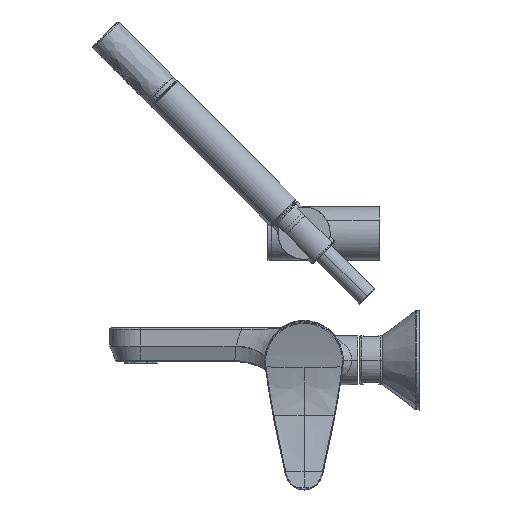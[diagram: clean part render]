
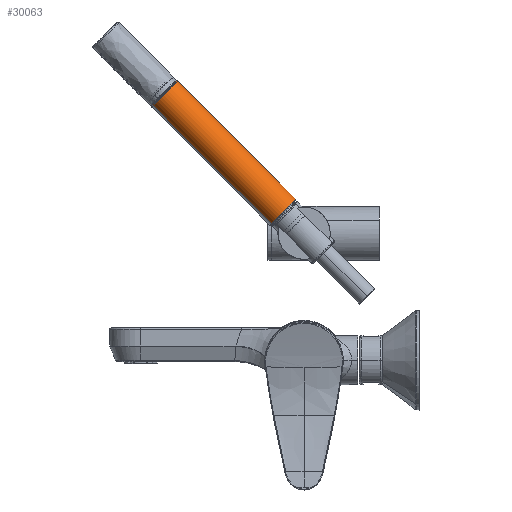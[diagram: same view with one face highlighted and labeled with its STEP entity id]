
A CAD part, left-side view. The second image highlights one B-rep face of the part: STEP entity #30063.
In plain terms, the highlighted free-form (B-spline) face has degree [5, 1] with [15, 2] control points.
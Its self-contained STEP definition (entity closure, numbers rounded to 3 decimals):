
#29977=CARTESIAN_POINT('Control Point',(-244.27,21.37,88.83)) ;
#29978=CARTESIAN_POINT('Control Point',(-244.27,98.798,166.258)) ;
#29979=CARTESIAN_POINT('Control Point',(-245.959,20.778,89.423)) ;
#29980=CARTESIAN_POINT('Control Point',(-245.959,98.206,166.851)) ;
#29981=CARTESIAN_POINT('Control Point',(-247.483,19.951,90.249)) ;
#29982=CARTESIAN_POINT('Control Point',(-247.483,97.379,167.678)) ;
#29983=CARTESIAN_POINT('Control Point',(-248.755,18.92,91.28)) ;
#29984=CARTESIAN_POINT('Control Point',(-248.755,96.348,168.709)) ;
#29985=CARTESIAN_POINT('Control Point',(-250.66,16.561,93.64)) ;
#29986=CARTESIAN_POINT('Control Point',(-250.66,93.989,171.068)) ;
#29987=CARTESIAN_POINT('Control Point',(-251.162,13.867,96.333)) ;
#29988=CARTESIAN_POINT('Control Point',(-251.162,91.295,173.761)) ;
#29989=CARTESIAN_POINT('Control Point',(-251.03,12.502,97.698)) ;
#29990=CARTESIAN_POINT('Control Point',(-251.03,89.93,175.127)) ;
#29991=CARTESIAN_POINT('Control Point',(-250.018,9.881,100.319)) ;
#29992=CARTESIAN_POINT('Control Point',(-250.018,87.31,177.747)) ;
#29993=CARTESIAN_POINT('Control Point',(-247.679,7.726,102.474)) ;
#29994=CARTESIAN_POINT('Control Point',(-247.679,85.154,179.902)) ;
#29995=CARTESIAN_POINT('Control Point',(-246.221,6.826,103.374)) ;
#29996=CARTESIAN_POINT('Control Point',(-246.221,84.254,180.802)) ;
#29997=CARTESIAN_POINT('Control Point',(-242.885,5.479,104.721)) ;
#29998=CARTESIAN_POINT('Control Point',(-242.885,82.908,182.149)) ;
#29999=CARTESIAN_POINT('Control Point',(-239.076,5.125,105.076)) ;
#30000=CARTESIAN_POINT('Control Point',(-239.076,82.553,182.504)) ;
#30001=CARTESIAN_POINT('Control Point',(-237.145,5.217,104.983)) ;
#30002=CARTESIAN_POINT('Control Point',(-237.145,82.646,182.411)) ;
#30003=CARTESIAN_POINT('Control Point',(-235.292,5.575,104.625)) ;
#30004=CARTESIAN_POINT('Control Point',(-235.292,83.004,182.053)) ;
#30005=CARTESIAN_POINT('Control Point',(-233.603,6.168,104.032)) ;
#30006=CARTESIAN_POINT('Control Point',(-233.603,83.596,181.461)) ;
#30008=CARTESIAN_POINT('Control Point',(-233.603,6.168,104.032)) ;
#30009=CARTESIAN_POINT('Control Point',(-233.603,83.596,181.461)) ;
#30010=CARTESIAN_POINT('Vertex',(-233.603,83.596,181.461)) ;
#30012=CARTESIAN_POINT('Vertex',(-233.603,6.168,104.032)) ;
#30016=CARTESIAN_POINT('Control Point',(-244.27,98.798,166.258)) ;
#30017=CARTESIAN_POINT('Control Point',(-245.959,98.206,166.851)) ;
#30018=CARTESIAN_POINT('Control Point',(-247.483,97.379,167.678)) ;
#30019=CARTESIAN_POINT('Control Point',(-248.755,96.348,168.709)) ;
#30020=CARTESIAN_POINT('Control Point',(-250.66,93.989,171.068)) ;
#30021=CARTESIAN_POINT('Control Point',(-251.162,91.295,173.761)) ;
#30022=CARTESIAN_POINT('Control Point',(-251.03,89.93,175.127)) ;
#30023=CARTESIAN_POINT('Control Point',(-250.018,87.31,177.747)) ;
#30024=CARTESIAN_POINT('Control Point',(-247.679,85.154,179.902)) ;
#30025=CARTESIAN_POINT('Control Point',(-246.221,84.254,180.802)) ;
#30026=CARTESIAN_POINT('Control Point',(-242.885,82.908,182.149)) ;
#30027=CARTESIAN_POINT('Control Point',(-239.076,82.553,182.504)) ;
#30028=CARTESIAN_POINT('Control Point',(-237.145,82.646,182.411)) ;
#30029=CARTESIAN_POINT('Control Point',(-235.292,83.004,182.053)) ;
#30030=CARTESIAN_POINT('Control Point',(-233.603,83.596,181.461)) ;
#30031=CARTESIAN_POINT('Vertex',(-244.27,98.798,166.258)) ;
#30035=CARTESIAN_POINT('Control Point',(-244.27,21.37,88.83)) ;
#30036=CARTESIAN_POINT('Control Point',(-244.27,98.798,166.258)) ;
#30037=CARTESIAN_POINT('Vertex',(-244.27,21.37,88.83)) ;
#30041=CARTESIAN_POINT('Control Point',(-244.27,21.37,88.83)) ;
#30042=CARTESIAN_POINT('Control Point',(-245.959,20.778,89.423)) ;
#30043=CARTESIAN_POINT('Control Point',(-247.483,19.951,90.249)) ;
#30044=CARTESIAN_POINT('Control Point',(-248.755,18.92,91.28)) ;
#30045=CARTESIAN_POINT('Control Point',(-250.66,16.561,93.64)) ;
#30046=CARTESIAN_POINT('Control Point',(-251.162,13.867,96.333)) ;
#30047=CARTESIAN_POINT('Control Point',(-251.03,12.502,97.698)) ;
#30048=CARTESIAN_POINT('Control Point',(-250.018,9.881,100.319)) ;
#30049=CARTESIAN_POINT('Control Point',(-247.679,7.726,102.474)) ;
#30050=CARTESIAN_POINT('Control Point',(-246.221,6.826,103.374)) ;
#30051=CARTESIAN_POINT('Control Point',(-242.885,5.479,104.721)) ;
#30052=CARTESIAN_POINT('Control Point',(-239.076,5.125,105.076)) ;
#30053=CARTESIAN_POINT('Control Point',(-237.145,5.217,104.983)) ;
#30054=CARTESIAN_POINT('Control Point',(-235.292,5.575,104.625)) ;
#30055=CARTESIAN_POINT('Control Point',(-233.603,6.168,104.032)) ;
#30014=EDGE_CURVE('',#30011,#30013,#30007,.F.) ;
#30033=EDGE_CURVE('',#30032,#30011,#30015,.T.) ;
#30039=EDGE_CURVE('',#30038,#30032,#30034,.T.) ;
#30056=EDGE_CURVE('',#30013,#30038,#30040,.F.) ;
#30058=ORIENTED_EDGE('',*,*,#30014,.F.) ;
#30059=ORIENTED_EDGE('',*,*,#30033,.F.) ;
#30060=ORIENTED_EDGE('',*,*,#30039,.F.) ;
#30061=ORIENTED_EDGE('',*,*,#30056,.F.) ;
#30057=EDGE_LOOP('',(#30058,#30059,#30060,#30061)) ;
#30011=VERTEX_POINT('',#30010) ;
#30013=VERTEX_POINT('',#30012) ;
#30032=VERTEX_POINT('',#30031) ;
#30038=VERTEX_POINT('',#30037) ;
#30063=ADVANCED_FACE('PartBody',(#30062),#29976,.T.) ;
#30007=B_SPLINE_CURVE_WITH_KNOTS('',1,(#30008,#30009),.UNSPECIFIED.,.F.,.U.,(2,2),(-54.75,54.75),.UNSPECIFIED.) ;
#30015=B_SPLINE_CURVE_WITH_KNOTS('',5,(#30016,#30017,#30018,#30019,#30020,#30021,#30022,#30023,#30024,#30025,#30026,#30027,#30028,#30029,#30030),.UNSPECIFIED.,.F.,.U.,(6,3,3,3,6),(0.,9.547,19.094,28.641,38.188),.UNSPECIFIED.) ;
#30034=B_SPLINE_CURVE_WITH_KNOTS('',1,(#30035,#30036),.UNSPECIFIED.,.F.,.U.,(2,2),(-54.75,54.75),.UNSPECIFIED.) ;
#30040=B_SPLINE_CURVE_WITH_KNOTS('',5,(#30041,#30042,#30043,#30044,#30045,#30046,#30047,#30048,#30049,#30050,#30051,#30052,#30053,#30054,#30055),.UNSPECIFIED.,.F.,.U.,(6,3,3,3,6),(0.,9.547,19.094,28.641,38.188),.UNSPECIFIED.) ;
#29976=B_SPLINE_SURFACE_WITH_KNOTS('',5,1,((#29977,#29978),(#29979,#29980),(#29981,#29982),(#29983,#29984),(#29985,#29986),(#29987,#29988),(#29989,#29990),(#29991,#29992),(#29993,#29994),(#29995,#29996),(#29997,#29998),(#29999,#30000),(#30001,#30002),(#30003,#30004),(#30005,#30006)),.UNSPECIFIED.,.F.,.F.,.U.,(6,3,3,3,6),(2,2),(0.,9.547,19.094,28.641,38.188),(-54.75,54.75),.UNSPECIFIED.) ;
#30062=FACE_OUTER_BOUND('',#30057,.T.) ;
